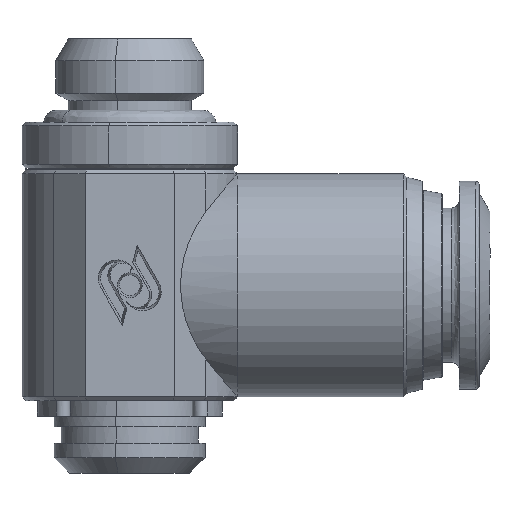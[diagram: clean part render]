
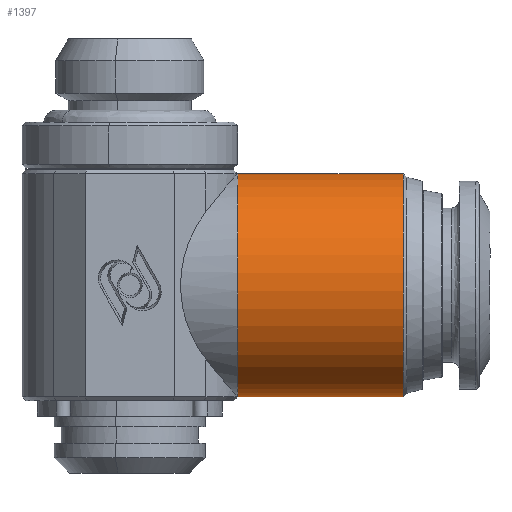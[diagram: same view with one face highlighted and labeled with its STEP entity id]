
A CAD part, front view. The second image highlights one B-rep face of the part: STEP entity #1397.
In plain terms, the highlighted free-form (B-spline) face has degree [1, 3] with [2, 4] control points.
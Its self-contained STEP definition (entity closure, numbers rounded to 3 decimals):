
#70 = CARTESIAN_POINT ( 'NONE',  ( 17.768, 0., 1.25 ) ) ;
#166 = CARTESIAN_POINT ( 'NONE',  ( 7.001, -14.5, 15.75 ) ) ;
#269 = CARTESIAN_POINT ( 'NONE',  ( 7.001, 0., 1.25 ) ) ;
#271 = VERTEX_POINT ( 'NONE', #1938 ) ;
#525 = VERTEX_POINT ( 'NONE', #1973 ) ;
#604 = CARTESIAN_POINT ( 'NONE',  ( 17.768, 0., 15.75 ) ) ;
#679 = CARTESIAN_POINT ( 'NONE',  ( 17.768, 0., 1.25 ) ) ;
#800 = EDGE_CURVE ( 'NONE', #525, #2915, #6787, .T. ) ;
#1376 = CARTESIAN_POINT ( 'NONE',  ( 17.768, 0., 15.75 ) ) ;
#1397 = ADVANCED_FACE ( 'NONE', ( #2571 ), #3253, .F. ) ;
#1607 = CARTESIAN_POINT ( 'NONE',  ( 7.001, 0., 15.75 ) ) ;
#1619 = EDGE_CURVE ( 'NONE', #271, #5307, #6556, .T. ) ;
#1730 = CARTESIAN_POINT ( 'NONE',  ( 17.768, -14.5, 15.75 ) ) ;
#1823 = CARTESIAN_POINT ( 'NONE',  ( 17.768, 0., 15.75 ) ) ;
#1938 = CARTESIAN_POINT ( 'NONE',  ( 17.768, 0., 15.75 ) ) ;
#1973 = CARTESIAN_POINT ( 'NONE',  ( 7.001, 0., 1.25 ) ) ;
#2037 = ORIENTED_EDGE ( 'NONE', *, *, #2846, .T. ) ;
#2231 = CARTESIAN_POINT ( 'NONE',  ( 7.001, -14.5, 1.25 ) ) ;
#2571 = FACE_OUTER_BOUND ( 'NONE', #5881, .T. ) ;
#2669 =( BOUNDED_CURVE ( )  B_SPLINE_CURVE ( 3, ( #3410, #166, #2231, #6785 ),
 .UNSPECIFIED., .F., .T. ) 
 B_SPLINE_CURVE_WITH_KNOTS ( ( 4, 4 ),
 ( -3.142, 0. ),
 .UNSPECIFIED. ) 
 CURVE ( )  GEOMETRIC_REPRESENTATION_ITEM ( )  RATIONAL_B_SPLINE_CURVE ( ( 1., 0.333, 0.333, 1. ) ) 
 REPRESENTATION_ITEM ( '' )  );
#2710 = CARTESIAN_POINT ( 'NONE',  ( 7.001, -14.5, 15.75 ) ) ;
#2844 = CARTESIAN_POINT ( 'NONE',  ( 7.001, -14.5, 1.25 ) ) ;
#2846 = EDGE_CURVE ( 'NONE', #5307, #525, #2669, .T. ) ;
#2859 = CARTESIAN_POINT ( 'NONE',  ( 17.768, -14.5, 15.75 ) ) ;
#2915 = VERTEX_POINT ( 'NONE', #4608 ) ;
#3253 =( BOUNDED_SURFACE ( )  B_SPLINE_SURFACE ( 1, 3, ( 
 ( #1607, #2710, #2844, #4498 ),
 ( #604, #1730, #5013, #70 ) ),
 .UNSPECIFIED., .F., .F., .F. ) 
 B_SPLINE_SURFACE_WITH_KNOTS ( ( 2, 2 ),
 ( 4, 4 ),
 ( 0., 1. ),
 ( 0., 1. ),
 .UNSPECIFIED. ) 
 GEOMETRIC_REPRESENTATION_ITEM ( )  RATIONAL_B_SPLINE_SURFACE ( (
 ( 1., 0.333, 0.333, 1.),
 ( 1., 0.333, 0.333, 1.) ) ) 
 REPRESENTATION_ITEM ( '' )  SURFACE ( )  );
#3410 = CARTESIAN_POINT ( 'NONE',  ( 7.001, 0., 15.75 ) ) ;
#4136 = EDGE_CURVE ( 'NONE', #271, #2915, #6780, .T. ) ;
#4340 = ORIENTED_EDGE ( 'NONE', *, *, #800, .T. ) ;
#4498 = CARTESIAN_POINT ( 'NONE',  ( 7.001, 0., 1.25 ) ) ;
#4608 = CARTESIAN_POINT ( 'NONE',  ( 17.768, 0., 1.25 ) ) ;
#4705 = CARTESIAN_POINT ( 'NONE',  ( 17.768, 0., 1.25 ) ) ;
#5013 = CARTESIAN_POINT ( 'NONE',  ( 17.768, -14.5, 1.25 ) ) ;
#5307 = VERTEX_POINT ( 'NONE', #6618 ) ;
#5700 = CARTESIAN_POINT ( 'NONE',  ( 17.768, -14.5, 1.25 ) ) ;
#5881 = EDGE_LOOP ( 'NONE', ( #2037, #4340, #6972, #6410 ) ) ;
#5977 = CARTESIAN_POINT ( 'NONE',  ( 7.001, 0., 15.75 ) ) ;
#6410 = ORIENTED_EDGE ( 'NONE', *, *, #1619, .T. ) ;
#6556 = B_SPLINE_CURVE_WITH_KNOTS ( 'NONE', 1,
 ( #1376, #5977 ),
 .UNSPECIFIED., .F., .F.,
 ( 2, 2 ),
 ( -1., 0. ),
 .UNSPECIFIED. ) ;
#6618 = CARTESIAN_POINT ( 'NONE',  ( 7.001, 0., 15.75 ) ) ;
#6780 =( BOUNDED_CURVE ( )  B_SPLINE_CURVE ( 3, ( #1823, #2859, #5700, #679 ),
 .UNSPECIFIED., .F., .T. ) 
 B_SPLINE_CURVE_WITH_KNOTS ( ( 4, 4 ),
 ( -3.142, 0. ),
 .UNSPECIFIED. ) 
 CURVE ( )  GEOMETRIC_REPRESENTATION_ITEM ( )  RATIONAL_B_SPLINE_CURVE ( ( 1., 0.333, 0.333, 1. ) ) 
 REPRESENTATION_ITEM ( '' )  );
#6785 = CARTESIAN_POINT ( 'NONE',  ( 7.001, 0., 1.25 ) ) ;
#6787 = B_SPLINE_CURVE_WITH_KNOTS ( 'NONE', 1,
 ( #269, #4705 ),
 .UNSPECIFIED., .F., .F.,
 ( 2, 2 ),
 ( -1., 0. ),
 .UNSPECIFIED. ) ;
#6972 = ORIENTED_EDGE ( 'NONE', *, *, #4136, .F. ) ;
